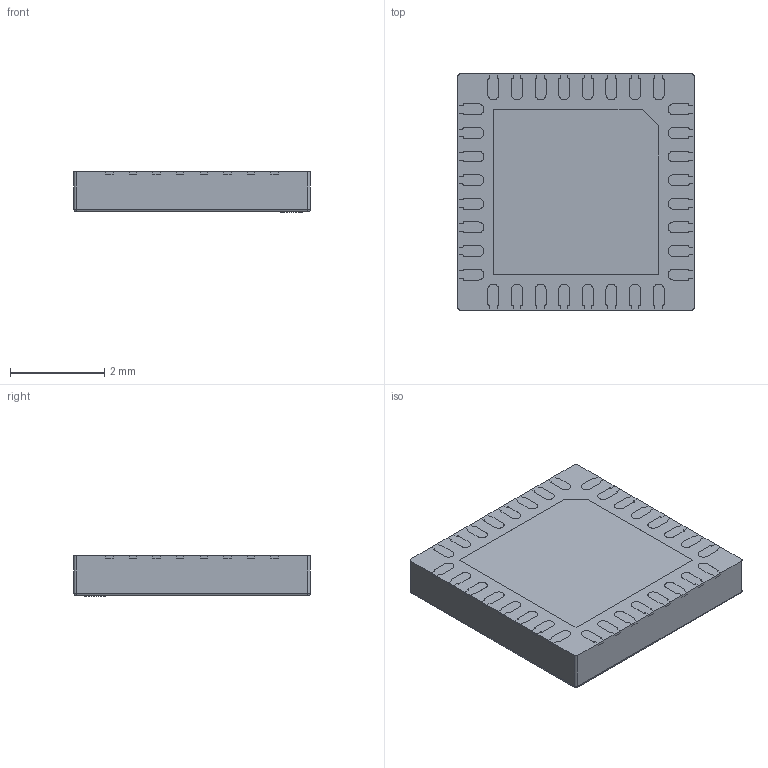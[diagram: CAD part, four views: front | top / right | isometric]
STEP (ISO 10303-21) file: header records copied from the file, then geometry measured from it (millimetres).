
FILE_DESCRIPTION(('FreeCAD Model'),'2;1');
FILE_NAME('Open CASCADE Shape Model','2024-11-28T23:03:11',(''),(''), 'Open CASCADE STEP processor 7.8','FreeCAD','Unknown');
FILE_SCHEMA(('AUTOMOTIVE_DESIGN { 1 0 10303 214 1 1 1 1 }'));
Length unit declared in the file: millimetre
Products named in the file (488): Unnamed; Pin002; Bod1-plocha; BOD1; Pin1; Pads; 8ABFE92C-948A-4FC6-A76E-D0840F6529FB041; 8ABFE92C-948A-4FC6-A76E-D0840F6529FB001; 8ABFE92C-948A-4FC6-A76E-D0840F6529FB002; 8ABFE92C-948A-4FC6-A76E-D0840F6529FB003; 8ABFE92C-948A-4FC6-A76E-D0840F6529FB004; 8ABFE92C-948A-4FC6-A76E-D0840F6529FB005; 8ABFE92C-948A-4FC6-A76E-D0840F6529FB006; 8ABFE92C-948A-4FC6-A76E-D0840F6529FB007; 8ABFE92C-948A-4FC6-A76E-D0840F6529FB008; 8ABFE92C-948A-4FC6-A76E-D0840F6529FB010; 8ABFE92C-948A-4FC6-A76E-D0840F6529FB011; 8ABFE92C-948A-4FC6-A76E-D0840F6529FB012; 8ABFE92C-948A-4FC6-A76E-D0840F6529FB013; 8ABFE92C-948A-4FC6-A76E-D0840F6529FB014; 8ABFE92C-948A-4FC6-A76E-D0840F6529FB015; 8ABFE92C-948A-4FC6-A76E-D0840F6529FB016; 8ABFE92C-948A-4FC6-A76E-D0840F6529FB017; 8ABFE92C-948A-4FC6-A76E-D0840F6529FB018; 8ABFE92C-948A-4FC6-A76E-D0840F6529FB019; 8ABFE92C-948A-4FC6-A76E-D0840F6529FB020; 8ABFE92C-948A-4FC6-A76E-D0840F6529FB021; 8ABFE92C-948A-4FC6-A76E-D0840F6529FB022; 8ABFE92C-948A-4FC6-A76E-D0840F6529FB023; 8ABFE92C-948A-4FC6-A76E-D0840F6529FB024; 8ABFE92C-948A-4FC6-A76E-D0840F6529FB025; 8ABFE92C-948A-4FC6-A76E-D0840F6529FB026; 8ABFE92C-948A-4FC6-A76E-D0840F6529FB027; 8ABFE92C-948A-4FC6-A76E-D0840F6529FB028; 8ABFE92C-948A-4FC6-A76E-D0840F6529FB029; 8ABFE92C-948A-4FC6-A76E-D0840F6529FB030; 8ABFE92C-948A-4FC6-A76E-D0840F6529FB031; 8ABFE92C-948A-4FC6-A76E-D0840F6529FB032; 8ABFE92C-948A-4FC6-A76E-D0840F6529FB033; 8ABFE92C-948A-4FC6-A76E-D0840F6529FB034 ...
Assembly tree (539 placements, depth 3):
  Unnamed
    Pin002
      Bod1-plocha  x2
      BOD1  x2
      Pin1
    Pads
      8ABFE92C-948A-4FC6-A76E-D0840F6529FB041  x2
      8ABFE92C-948A-4FC6-A76E-D0840F6529FB001  x2
      8ABFE92C-948A-4FC6-A76E-D0840F6529FB002  x2
      8ABFE92C-948A-4FC6-A76E-D0840F6529FB003  x2
      8ABFE92C-948A-4FC6-A76E-D0840F6529FB004  x2
      8ABFE92C-948A-4FC6-A76E-D0840F6529FB005  x2
      8ABFE92C-948A-4FC6-A76E-D0840F6529FB006  x2
      8ABFE92C-948A-4FC6-A76E-D0840F6529FB007  x2
      8ABFE92C-948A-4FC6-A76E-D0840F6529FB008  x2
      8ABFE92C-948A-4FC6-A76E-D0840F6529FB010  x2
      8ABFE92C-948A-4FC6-A76E-D0840F6529FB011  x2
      8ABFE92C-948A-4FC6-A76E-D0840F6529FB012  x2
      8ABFE92C-948A-4FC6-A76E-D0840F6529FB013  x2
      8ABFE92C-948A-4FC6-A76E-D0840F6529FB014  x2
      8ABFE92C-948A-4FC6-A76E-D0840F6529FB015  x2
      8ABFE92C-948A-4FC6-A76E-D0840F6529FB016  x2
      8ABFE92C-948A-4FC6-A76E-D0840F6529FB017  x2
      8ABFE92C-948A-4FC6-A76E-D0840F6529FB018  x2
      8ABFE92C-948A-4FC6-A76E-D0840F6529FB019  x2
      8ABFE92C-948A-4FC6-A76E-D0840F6529FB020  x2
      8ABFE92C-948A-4FC6-A76E-D0840F6529FB021  x2
      8ABFE92C-948A-4FC6-A76E-D0840F6529FB022  x2
      8ABFE92C-948A-4FC6-A76E-D0840F6529FB023  x2
      8ABFE92C-948A-4FC6-A76E-D0840F6529FB024  x2
      8ABFE92C-948A-4FC6-A76E-D0840F6529FB025  x2
      8ABFE92C-948A-4FC6-A76E-D0840F6529FB026  x2
      8ABFE92C-948A-4FC6-A76E-D0840F6529FB027  x2
      8ABFE92C-948A-4FC6-A76E-D0840F6529FB028  x2
      8ABFE92C-948A-4FC6-A76E-D0840F6529FB029  x2
      8ABFE92C-948A-4FC6-A76E-D0840F6529FB030  x2
      8ABFE92C-948A-4FC6-A76E-D0840F6529FB031  x2
      8ABFE92C-948A-4FC6-A76E-D0840F6529FB032  x2
      8ABFE92C-948A-4FC6-A76E-D0840F6529FB033  x2
      8ABFE92C-948A-4FC6-A76E-D0840F6529FB034  x2
      8ABFE92C-948A-4FC6-A76E-D0840F6529FB035  x2
      8ABFE92C-948A-4FC6-A76E-D0840F6529FB036  x2
      8ABFE92C-948A-4FC6-A76E-D0840F6529FB037  x2
      8ABFE92C-948A-4FC6-A76E-D0840F6529FB038  x2
      8ABFE92C-948A-4FC6-A76E-D0840F6529FB039  x2
      8ABFE92C-948A-4FC6-A76E-D0840F6529FB040  x2
      8ABFE92C-948A-4FC6-A76E-D0840F6529FB459
      8ABFE92C-948A-4FC6-A76E-D0840F6529FB467
      8ABFE92C-948A-4FC6-A76E-D0840F6529FB460
      8ABFE92C-948A-4FC6-A76E-D0840F6529FB462
      8ABFE92C-948A-4FC6-A76E-D0840F6529FB465
      8ABFE92C-948A-4FC6-A76E-D0840F6529FB466
      8ABFE92C-948A-4FC6-A76E-D0840F6529FB461
      8ABFE92C-948A-4FC6-A76E-D0840F6529FB463
      8ABFE92C-948A-4FC6-A76E-D0840F6529FB464
      8ABFE92C-948A-4FC6-A76E-D0840F6529FB468
      8ABFE92C-948A-4FC6-A76E-D0840F6529FB448
      8ABFE92C-948A-4FC6-A76E-D0840F6529FB449
      8ABFE92C-948A-4FC6-A76E-D0840F6529FB450
      8ABFE92C-948A-4FC6-A76E-D0840F6529FB451
Bounding box: 5 x 5 x 0.86 mm (x, y, z)
Surface area: 72.3 mm2 (no closed solid volume)
Topology: 0 solids, 536 shells, 536 faces, 3300 edges, 3293 vertices
Faces by surface type: plane 335, cylinder 194, sphere 7
Entity records: 42252 total; most frequent: CARTESIAN_POINT 6692, DIRECTION 5578, ORIENTED_EDGE 2834, EDGE_CURVE 2834, VERTEX_POINT 2834, LINE 2138, VECTOR 2138, AXIS2_PLACEMENT_3D 1720
